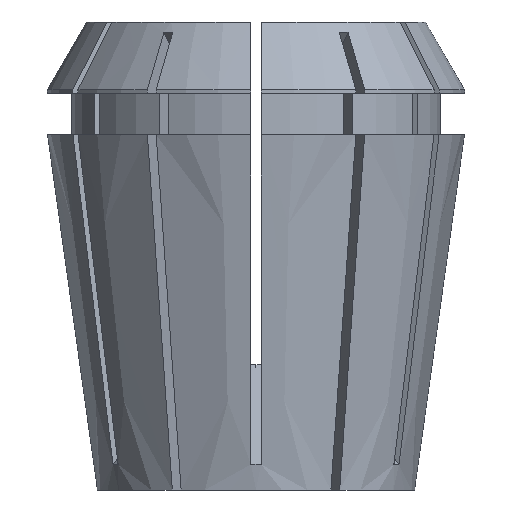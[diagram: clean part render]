
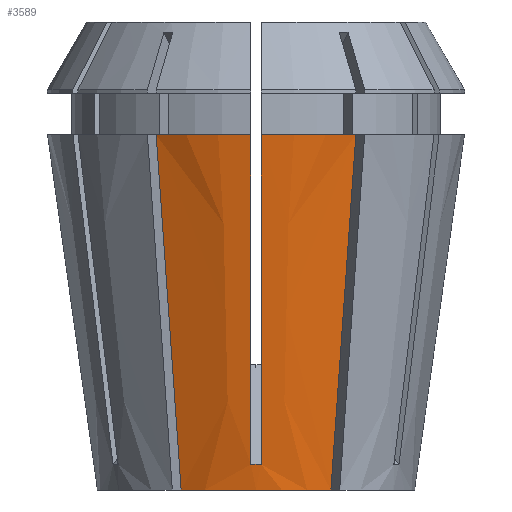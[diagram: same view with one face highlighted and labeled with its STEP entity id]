
A CAD part, left-side view. The second image highlights one B-rep face of the part: STEP entity #3589.
In plain terms, the highlighted conical face has half-angle 8 degrees and reference radius 15.595 mm.
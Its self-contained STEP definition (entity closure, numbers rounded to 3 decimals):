
#67 = B_SPLINE_CURVE_WITH_KNOTS ( 'NONE', 3,
 ( #2348, #2004, #3569, #461 ),
 .UNSPECIFIED., .F., .F.,
 ( 4, 4 ),
 ( 0., 0.001 ),
 .UNSPECIFIED. ) ;
#237 = EDGE_CURVE ( 'NONE', #3356, #849, #2907, .T. ) ;
#384 = CARTESIAN_POINT ( 'NONE',  ( -20.494, 0.5, 34.9 ) ) ;
#398 = CARTESIAN_POINT ( 'NONE',  ( -18.851, -0.5, 23.214 ) ) ;
#461 = CARTESIAN_POINT ( 'NONE',  ( -15.94, -0.5, 2.507 ) ) ;
#518 = CARTESIAN_POINT ( 'NONE',  ( -13.749, -7.361, 0. ) ) ;
#649 = CONICAL_SURFACE ( 'NONE', #3055, 15.595, 0.14 ) ;
#702 = CARTESIAN_POINT ( 'NONE',  ( -16.119, -0.5, 3.781 ) ) ;
#736 = CARTESIAN_POINT ( 'NONE',  ( -20.387, -0.5, 34.137 ) ) ;
#823 = CARTESIAN_POINT ( 'NONE',  ( -20.28, 0.5, 33.374 ) ) ;
#829 = AXIS2_PLACEMENT_3D ( 'NONE', #1507, #3037, #3674 ) ;
#840 = EDGE_CURVE ( 'NONE', #1977, #3779, #2675, .T. ) ;
#849 = VERTEX_POINT ( 'NONE', #1752 ) ;
#905 = EDGE_CURVE ( 'NONE', #1201, #2750, #3298, .T. ) ;
#1104 = CARTESIAN_POINT ( 'NONE',  ( -16.209, 0.5, 4.418 ) ) ;
#1117 = CARTESIAN_POINT ( 'NONE',  ( -16.03, 0.5, 3.144 ) ) ;
#1153 = VERTEX_POINT ( 'NONE', #384 ) ;
#1201 = VERTEX_POINT ( 'NONE', #3859 ) ;
#1261 = EDGE_CURVE ( 'NONE', #1977, #3356, #1480, .T. ) ;
#1289 = DIRECTION ( 'NONE',  ( 0., 0., 1. ) ) ;
#1352 = CARTESIAN_POINT ( 'NONE',  ( -16.03, -0.5, 3.144 ) ) ;
#1404 = CARTESIAN_POINT ( 'NONE',  ( -13.749, 7.361, 0. ) ) ;
#1447 = CARTESIAN_POINT ( 'NONE',  ( -17.53, 0.5, 13.816 ) ) ;
#1470 = CARTESIAN_POINT ( 'NONE',  ( -17.999, -9.814, 34.9 ) ) ;
#1480 = CIRCLE ( 'NONE', #2616, 20.5 ) ;
#1497 = ORIENTED_EDGE ( 'NONE', *, *, #1719, .T. ) ;
#1507 = CARTESIAN_POINT ( 'NONE',  ( 0., 0., 34.9 ) ) ;
#1603 = EDGE_LOOP ( 'NONE', ( #3094, #2933, #2117, #3963, #2452, #1497, #1630, #2215 ) ) ;
#1630 = ORIENTED_EDGE ( 'NONE', *, *, #905, .T. ) ;
#1645 = EDGE_CURVE ( 'NONE', #1153, #3495, #2774, .T. ) ;
#1719 = EDGE_CURVE ( 'NONE', #1153, #1201, #3207, .T. ) ;
#1744 = CARTESIAN_POINT ( 'NONE',  ( -16.119, 0.5, 3.781 ) ) ;
#1752 = CARTESIAN_POINT ( 'NONE',  ( -15.94, -0.5, 2.507 ) ) ;
#1756 = CARTESIAN_POINT ( 'NONE',  ( -15.94, 0.5, 2.507 ) ) ;
#1950 = EDGE_CURVE ( 'NONE', #3495, #849, #67, .T. ) ;
#1977 = VERTEX_POINT ( 'NONE', #3957 ) ;
#1998 = EDGE_CURVE ( 'NONE', #3779, #2750, #2349, .T. ) ;
#2004 = CARTESIAN_POINT ( 'NONE',  ( -15.949, 0.167, 2.498 ) ) ;
#2065 = CARTESIAN_POINT ( 'NONE',  ( -20.387, 0.5, 34.137 ) ) ;
#2082 = CARTESIAN_POINT ( 'NONE',  ( -15.166, -8.179, 11.633 ) ) ;
#2105 = CARTESIAN_POINT ( 'NONE',  ( -17.999, 9.814, 34.9 ) ) ;
#2117 = ORIENTED_EDGE ( 'NONE', *, *, #237, .T. ) ;
#2118 = AXIS2_PLACEMENT_3D ( 'NONE', #2685, #3647, #2700 ) ;
#2215 = ORIENTED_EDGE ( 'NONE', *, *, #1998, .F. ) ;
#2244 = CARTESIAN_POINT ( 'NONE',  ( -16.209, -0.5, 4.418 ) ) ;
#2348 = CARTESIAN_POINT ( 'NONE',  ( -15.94, 0.5, 2.507 ) ) ;
#2349 = CIRCLE ( 'NONE', #2118, 15.595 ) ;
#2369 = CARTESIAN_POINT ( 'NONE',  ( -20.494, -0.5, 34.9 ) ) ;
#2380 = DIRECTION ( 'NONE',  ( 0., 0., -1. ) ) ;
#2452 = ORIENTED_EDGE ( 'NONE', *, *, #1645, .F. ) ;
#2527 = CARTESIAN_POINT ( 'NONE',  ( -13.749, -7.361, 0. ) ) ;
#2616 = AXIS2_PLACEMENT_3D ( 'NONE', #3067, #2380, #3996 ) ;
#2629 = CARTESIAN_POINT ( 'NONE',  ( -20.494, 0.5, 34.9 ) ) ;
#2675 = B_SPLINE_CURVE_WITH_KNOTS ( 'NONE', 3,
 ( #1470, #3928, #2082, #518 ),
 .UNSPECIFIED., .F., .F.,
 ( 4, 4 ),
 ( 0., 0.035 ),
 .UNSPECIFIED. ) ;
#2685 = CARTESIAN_POINT ( 'NONE',  ( 0., 0., 0. ) ) ;
#2700 = DIRECTION ( 'NONE',  ( -1., 0., 0. ) ) ;
#2730 = CARTESIAN_POINT ( 'NONE',  ( -15.166, 8.179, 11.633 ) ) ;
#2742 = CARTESIAN_POINT ( 'NONE',  ( -15.94, 0.5, 2.507 ) ) ;
#2750 = VERTEX_POINT ( 'NONE', #1404 ) ;
#2774 = B_SPLINE_CURVE_WITH_KNOTS ( 'NONE', 3,
 ( #2629, #2065, #823, #3288, #2941, #1447, #1104, #1744, #1117, #1756 ),
 .UNSPECIFIED., .F., .F.,
 ( 4, 3, 3, 4 ),
 ( 0.074, 0.076, 0.105, 0.107 ),
 .UNSPECIFIED. ) ;
#2847 = CARTESIAN_POINT ( 'NONE',  ( -15.94, -0.5, 2.507 ) ) ;
#2858 = CARTESIAN_POINT ( 'NONE',  ( -20.172, -0.5, 32.611 ) ) ;
#2907 = B_SPLINE_CURVE_WITH_KNOTS ( 'NONE', 3,
 ( #3768, #736, #3160, #2858, #398, #3805, #2244, #702, #1352, #2847 ),
 .UNSPECIFIED., .F., .F.,
 ( 4, 3, 3, 4 ),
 ( 0.074, 0.076, 0.105, 0.107 ),
 .UNSPECIFIED. ) ;
#2933 = ORIENTED_EDGE ( 'NONE', *, *, #1261, .T. ) ;
#2941 = CARTESIAN_POINT ( 'NONE',  ( -18.851, 0.5, 23.214 ) ) ;
#3037 = DIRECTION ( 'NONE',  ( 0., 0., -1. ) ) ;
#3055 = AXIS2_PLACEMENT_3D ( 'NONE', #3145, #1289, #3459 ) ;
#3067 = CARTESIAN_POINT ( 'NONE',  ( 0., 0., 34.9 ) ) ;
#3094 = ORIENTED_EDGE ( 'NONE', *, *, #840, .F. ) ;
#3145 = CARTESIAN_POINT ( 'NONE',  ( 0., 0., 0. ) ) ;
#3160 = CARTESIAN_POINT ( 'NONE',  ( -20.28, -0.5, 33.374 ) ) ;
#3207 = CIRCLE ( 'NONE', #829, 20.5 ) ;
#3288 = CARTESIAN_POINT ( 'NONE',  ( -20.172, 0.5, 32.611 ) ) ;
#3298 = B_SPLINE_CURVE_WITH_KNOTS ( 'NONE', 3,
 ( #2105, #3363, #2730, #3954 ),
 .UNSPECIFIED., .F., .F.,
 ( 4, 4 ),
 ( 0., 0.035 ),
 .UNSPECIFIED. ) ;
#3356 = VERTEX_POINT ( 'NONE', #2369 ) ;
#3363 = CARTESIAN_POINT ( 'NONE',  ( -16.582, 8.996, 23.267 ) ) ;
#3459 = DIRECTION ( 'NONE',  ( 1., 0., 0. ) ) ;
#3495 = VERTEX_POINT ( 'NONE', #2742 ) ;
#3569 = CARTESIAN_POINT ( 'NONE',  ( -15.949, -0.167, 2.498 ) ) ;
#3589 = ADVANCED_FACE ( 'NONE', ( #3971 ), #649, .T. ) ;
#3647 = DIRECTION ( 'NONE',  ( 0., 0., -1. ) ) ;
#3674 = DIRECTION ( 'NONE',  ( -1., 0., 0. ) ) ;
#3768 = CARTESIAN_POINT ( 'NONE',  ( -20.494, -0.5, 34.9 ) ) ;
#3779 = VERTEX_POINT ( 'NONE', #2527 ) ;
#3805 = CARTESIAN_POINT ( 'NONE',  ( -17.53, -0.5, 13.816 ) ) ;
#3859 = CARTESIAN_POINT ( 'NONE',  ( -17.999, 9.814, 34.9 ) ) ;
#3928 = CARTESIAN_POINT ( 'NONE',  ( -16.582, -8.996, 23.267 ) ) ;
#3954 = CARTESIAN_POINT ( 'NONE',  ( -13.749, 7.361, 0. ) ) ;
#3957 = CARTESIAN_POINT ( 'NONE',  ( -17.999, -9.814, 34.9 ) ) ;
#3963 = ORIENTED_EDGE ( 'NONE', *, *, #1950, .F. ) ;
#3971 = FACE_OUTER_BOUND ( 'NONE', #1603, .T. ) ;
#3996 = DIRECTION ( 'NONE',  ( -1., 0., 0. ) ) ;
